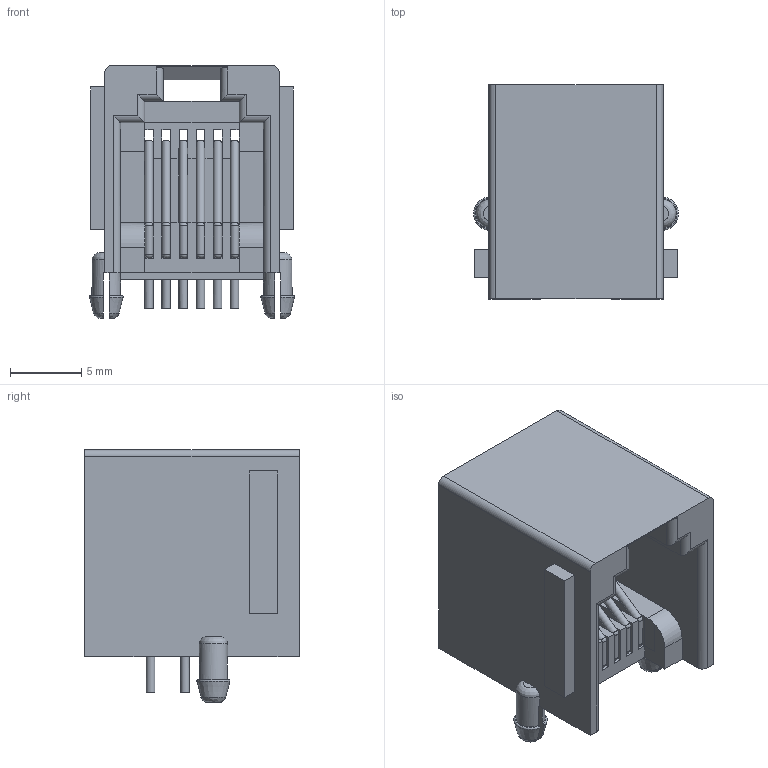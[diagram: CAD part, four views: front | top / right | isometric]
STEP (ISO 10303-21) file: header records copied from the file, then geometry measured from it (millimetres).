
FILE_DESCRIPTION(/* description */ (''),/* implementation_level */ '2;1');
FILE_NAME(/* name */ 'RJ11-6P.step',/* time_stamp */ '2022-10-08T02:52:52+02:00',/* author */ (''),/* organization */ (''),/* preprocessor_version */ 'ST-DEVELOPER v19',/* originating_system */ 'Autodesk Translation Framework v11.7.0.108',/* authorisation */ '');
FILE_SCHEMA (('AUTOMOTIVE_DESIGN { 1 0 10303 214 3 1 1 }'));
Length unit declared in the file: millimetre
Products named in the file (6): RJ11; RJ11_1; Fusion005; Fusion009; Fusion007; Fusion008
Assembly tree (8 placements, depth 3):
  RJ11
    RJ11_1
      Fusion005
      Fusion008
      Fusion009
      Fusion007
    Fusion007
    Fusion008  x2
Bounding box: 14.34 x 15 x 17.7 mm (x, y, z)
Volume: 1094.1 mm3; surface area: 2413.7 mm2
Topology: 7 solids, 7 shells, 241 faces, 682 edges, 426 vertices
Faces by surface type: plane 165, cylinder 42, sphere 18, bspline 8, cone 4, torus 4
Full cylindrical faces by diameter (mm): 0.6 x24
Entity records: 8765 total; most frequent: CARTESIAN_POINT 2939, ORIENTED_EDGE 1230, DIRECTION 1138, EDGE_CURVE 615, LINE 476, VECTOR 476, VERTEX_POINT 392, AXIS2_PLACEMENT_3D 331
